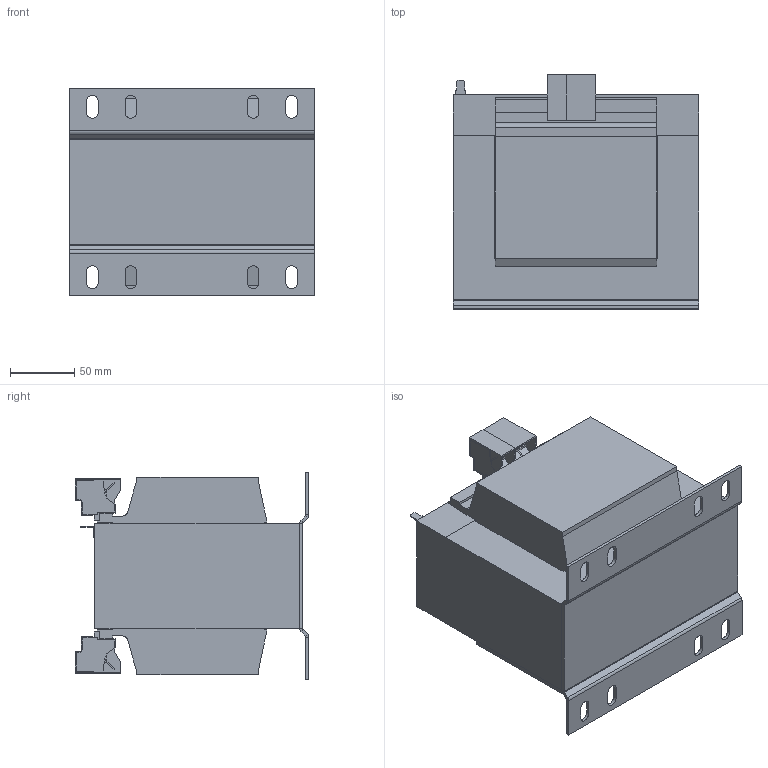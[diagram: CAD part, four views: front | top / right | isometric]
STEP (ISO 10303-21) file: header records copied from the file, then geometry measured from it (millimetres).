
FILE_DESCRIPTION (( 'STEP AP214' ), '1' );
FILE_NAME ('191401.STEP', '2023-08-15T12:38:50', ( '' ), ( '' ), 'SwSTEP 2.0', 'SolidWorks 2018', '' );
FILE_SCHEMA (( 'AUTOMOTIVE_DESIGN' ));
Length unit declared in the file: millimetre
Products named in the file (1): 191401
Bounding box: 192 x 182.62 x 161 mm (x, y, z)
Volume: 3592463.1 mm3; surface area: 270579.4 mm2
Topology: 1 solids, 1 shells, 449 faces, 1278 edges, 830 vertices
Faces by surface type: plane 387, cylinder 62
Entity records: 14426 total; most frequent: CARTESIAN_POINT 2558, ORIENTED_EDGE 2556, DIRECTION 2302, EDGE_CURVE 1278, LINE 1154, VECTOR 1154, VERTEX_POINT 830, AXIS2_PLACEMENT_3D 574
